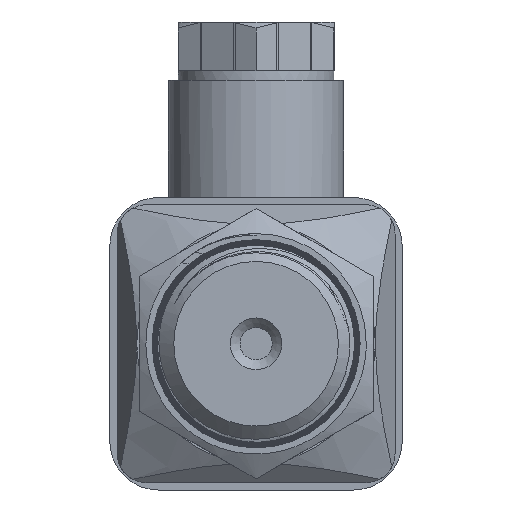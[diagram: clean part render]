
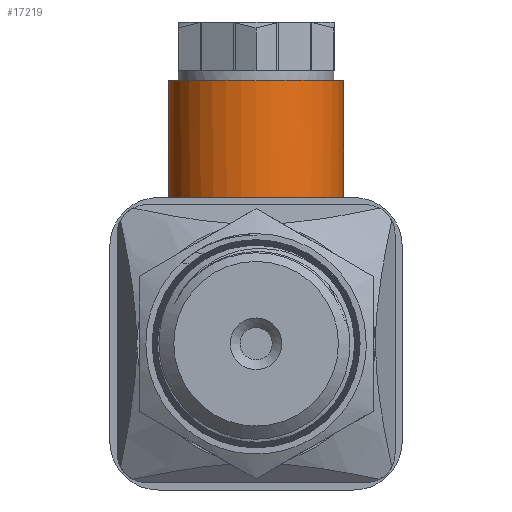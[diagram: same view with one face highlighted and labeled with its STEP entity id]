
A CAD part, left-side view. The second image highlights one B-rep face of the part: STEP entity #17219.
In plain terms, the highlighted cylindrical face has radius 9 mm (diameter 18 mm), a full revolution.
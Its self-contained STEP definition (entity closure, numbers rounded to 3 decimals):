
#571=CYLINDRICAL_SURFACE('',#18386,9.);
#2075=FACE_OUTER_BOUND('',#3127,.T.);
#3127=EDGE_LOOP('',(#16144,#16145,#16146,#16147,#16148,#16149,#16150));
#3479=CIRCLE('',#18305,9.);
#3480=CIRCLE('',#18306,9.);
#3505=CIRCLE('',#18387,9.);
#4047=B_SPLINE_CURVE_WITH_KNOTS('',3,(#48298,#48299,#48300,#48301,#48302,
#48303,#48304,#48305,#48306,#48307),.UNSPECIFIED.,.F.,.F.,(4,2,1,1,1,1,
4),(-0.002,0.,0.204,0.408,0.611,
0.815,1.019),.UNSPECIFIED.);
#4048=B_SPLINE_CURVE_WITH_KNOTS('',3,(#48376,#48377,#48378,#48379,#48380,
#48381,#48382,#48383,#48384,#48385,#48386,#48387),.UNSPECIFIED.,.F.,.F.,
(4,1,1,1,1,1,1,2,4),(0.,0.204,0.306,
0.408,0.509,0.611,0.815,
1.019,1.02),.UNSPECIFIED.);
#5570=LINE('',#48715,#7110);
#7110=VECTOR('',#22046,9.);
#8393=VERTEX_POINT('',#45779);
#8654=VERTEX_POINT('',#48296);
#8655=VERTEX_POINT('',#48309);
#8657=VERTEX_POINT('',#48313);
#8748=VERTEX_POINT('',#48713);
#11073=EDGE_CURVE('',#8393,#8654,#4047,.T.);
#11076=EDGE_CURVE('',#8654,#8657,#3479,.T.);
#11077=EDGE_CURVE('',#8657,#8655,#3480,.T.);
#11078=EDGE_CURVE('',#8655,#8393,#4048,.T.);
#11223=EDGE_CURVE('',#8748,#8748,#3505,.T.);
#11224=EDGE_CURVE('',#8748,#8657,#5570,.T.);
#16144=ORIENTED_EDGE('',*,*,#11223,.F.);
#16145=ORIENTED_EDGE('',*,*,#11224,.T.);
#16146=ORIENTED_EDGE('',*,*,#11076,.F.);
#16147=ORIENTED_EDGE('',*,*,#11073,.F.);
#16148=ORIENTED_EDGE('',*,*,#11078,.F.);
#16149=ORIENTED_EDGE('',*,*,#11077,.F.);
#16150=ORIENTED_EDGE('',*,*,#11224,.F.);
#17219=ADVANCED_FACE('',(#2075),#571,.T.);
#18305=AXIS2_PLACEMENT_3D('',#48314,#21773,#21774);
#18306=AXIS2_PLACEMENT_3D('',#48315,#21775,#21776);
#18386=AXIS2_PLACEMENT_3D('',#48712,#22042,#22043);
#18387=AXIS2_PLACEMENT_3D('',#48714,#22044,#22045);
#21773=DIRECTION('center_axis',(0.,0.,-1.));
#21774=DIRECTION('ref_axis',(1.,0.,0.));
#21775=DIRECTION('center_axis',(0.,0.,-1.));
#21776=DIRECTION('ref_axis',(1.,0.,0.));
#22042=DIRECTION('center_axis',(0.,0.,1.));
#22043=DIRECTION('ref_axis',(-1.,0.,0.));
#22044=DIRECTION('center_axis',(0.,0.,1.));
#22045=DIRECTION('ref_axis',(-1.,0.,0.));
#22046=DIRECTION('',(0.,0.,-1.));
#45779=CARTESIAN_POINT('',(-28.,0.,10.5));
#48296=CARTESIAN_POINT('',(-24.4,7.2,14.5));
#48298=CARTESIAN_POINT('Ctrl Pts',(-28.,0.,10.5));
#48299=CARTESIAN_POINT('Ctrl Pts',(-28.,0.004,10.503));
#48300=CARTESIAN_POINT('Ctrl Pts',(-28.,0.008,
10.505));
#48301=CARTESIAN_POINT('Ctrl Pts',(-27.999,0.528,
10.871));
#48302=CARTESIAN_POINT('Ctrl Pts',(-27.909,1.565,11.599));
#48303=CARTESIAN_POINT('Ctrl Pts',(-27.501,3.098,12.639));
#48304=CARTESIAN_POINT('Ctrl Pts',(-26.801,4.592,13.566));
#48305=CARTESIAN_POINT('Ctrl Pts',(-25.787,6.,14.28));
#48306=CARTESIAN_POINT('Ctrl Pts',(-24.889,6.833,14.5));
#48307=CARTESIAN_POINT('Ctrl Pts',(-24.4,7.2,14.5));
#48309=CARTESIAN_POINT('',(-24.4,-7.2,14.5));
#48313=CARTESIAN_POINT('',(-10.,0.,14.5));
#48314=CARTESIAN_POINT('Origin',(-19.,0.,14.5));
#48315=CARTESIAN_POINT('Origin',(-19.,0.,14.5));
#48376=CARTESIAN_POINT('Ctrl Pts',(-24.4,-7.2,14.5));
#48377=CARTESIAN_POINT('Ctrl Pts',(-24.889,-6.833,
14.5));
#48378=CARTESIAN_POINT('Ctrl Pts',(-25.563,-6.207,
14.335));
#48379=CARTESIAN_POINT('Ctrl Pts',(-26.294,-5.296,
13.923));
#48380=CARTESIAN_POINT('Ctrl Pts',(-26.763,-4.579,
13.539));
#48381=CARTESIAN_POINT('Ctrl Pts',(-27.15,-3.846,
13.104));
#48382=CARTESIAN_POINT('Ctrl Pts',(-27.569,-2.842,
12.466));
#48383=CARTESIAN_POINT('Ctrl Pts',(-27.909,-1.565,
11.6));
#48384=CARTESIAN_POINT('Ctrl Pts',(-27.999,-0.528,
10.871));
#48385=CARTESIAN_POINT('Ctrl Pts',(-28.,-0.008,
10.505));
#48386=CARTESIAN_POINT('Ctrl Pts',(-28.,-0.004,10.503));
#48387=CARTESIAN_POINT('Ctrl Pts',(-28.,0.,10.5));
#48712=CARTESIAN_POINT('Origin',(-19.,0.,13.5));
#48713=CARTESIAN_POINT('',(-10.,0.,27.));
#48714=CARTESIAN_POINT('Origin',(-19.,0.,27.));
#48715=CARTESIAN_POINT('',(-10.,0.,13.5));
